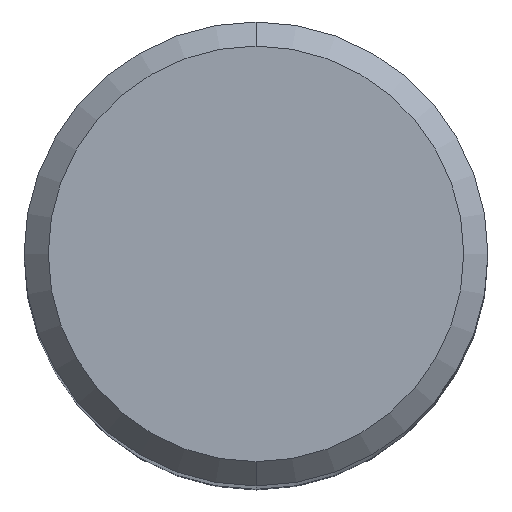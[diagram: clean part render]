
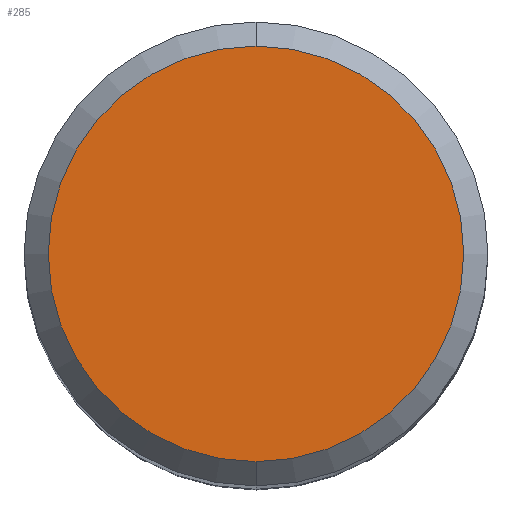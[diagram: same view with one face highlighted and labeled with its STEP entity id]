
A CAD part, top view. The second image highlights one B-rep face of the part: STEP entity #285.
In plain terms, the highlighted planar face has unit normal (0, 0, 1).
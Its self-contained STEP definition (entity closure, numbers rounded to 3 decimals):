
#151=VERTEX_POINT('',#384);
#185=EDGE_CURVE('',#223,#151,#421,.T.);
#223=VERTEX_POINT('',#464);
#285=ADVANCED_FACE('',(#535),#536,.T.);
#295=EDGE_CURVE('',#151,#223,#549,.T.);
#384=CARTESIAN_POINT('',(0.,-4.3,0.));
#421=CIRCLE('',#686,4.3);
#464=CARTESIAN_POINT('',(0.0,4.3,0.));
#535=FACE_OUTER_BOUND('',#835,.T.);
#536=PLANE('',#836);
#549=CIRCLE('',#852,4.3);
#686=AXIS2_PLACEMENT_3D('',#994,#995,#996);
#835=EDGE_LOOP('',(#1154,#1155));
#836=AXIS2_PLACEMENT_3D('',#1156,#1157,#1158);
#852=AXIS2_PLACEMENT_3D('',#1176,#1177,#1178);
#994=CARTESIAN_POINT('',(0.0,0.0,0.));
#995=DIRECTION('',(0.0,0.0,-1.0));
#996=DIRECTION('',(0.0,1.0,0.0));
#1154=ORIENTED_EDGE('',*,*,#185,.F.);
#1155=ORIENTED_EDGE('',*,*,#295,.F.);
#1156=CARTESIAN_POINT('',(0.0,2.15,0.));
#1157=DIRECTION('',(-0.0,0.0,1.0));
#1158=DIRECTION('',(0.0,-1.0,0.0));
#1176=CARTESIAN_POINT('',(0.0,0.0,0.));
#1177=DIRECTION('',(0.0,0.0,-1.0));
#1178=DIRECTION('',(0.0,1.0,0.0));
